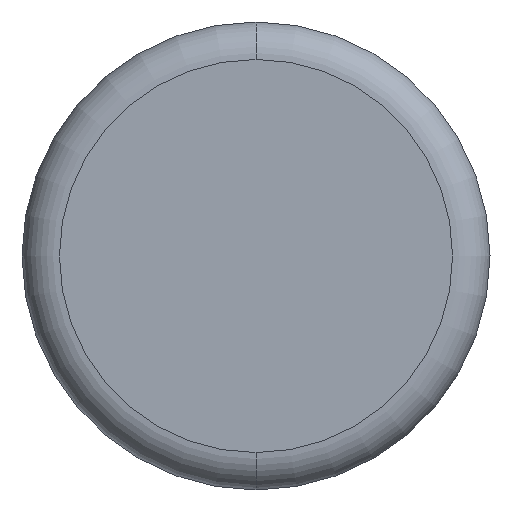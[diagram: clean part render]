
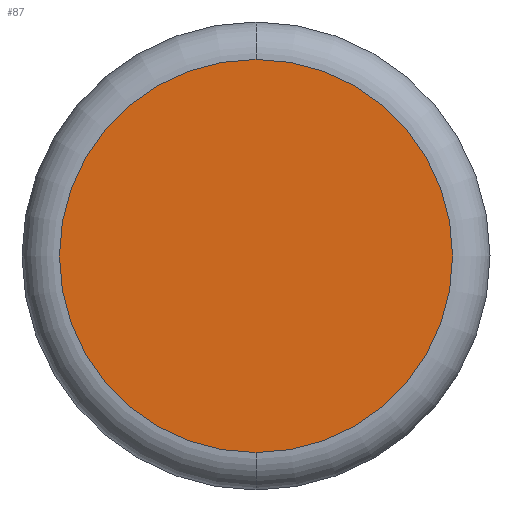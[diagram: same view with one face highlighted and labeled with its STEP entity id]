
A CAD part, front view. The second image highlights one B-rep face of the part: STEP entity #87.
In plain terms, the highlighted planar face has unit normal (0, -1, 0).
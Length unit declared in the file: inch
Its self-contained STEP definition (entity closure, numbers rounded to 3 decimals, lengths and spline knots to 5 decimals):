
#32 = ORIENTED_EDGE ( 'NONE', *, *, #395, .T. ) ;
#48 = FACE_OUTER_BOUND ( 'NONE', #239, .T. ) ;
#62 = CARTESIAN_POINT ( 'NONE',  ( 0., 0., 0. ) ) ;
#87 = ADVANCED_FACE ( 'NONE', ( #48 ), #214, .T. ) ;
#137 = DIRECTION ( 'NONE',  ( 0., -1., 0. ) ) ;
#179 = AXIS2_PLACEMENT_3D ( 'NONE', #62, #220, #229 ) ;
#198 = VERTEX_POINT ( 'NONE', #491 ) ;
#204 = ORIENTED_EDGE ( 'NONE', *, *, #392, .T. ) ;
#214 = PLANE ( 'NONE',  #448 ) ;
#220 = DIRECTION ( 'NONE',  ( 0., -1., 0. ) ) ;
#229 = DIRECTION ( 'NONE',  ( 0., 0., -1. ) ) ;
#239 = EDGE_LOOP ( 'NONE', ( #32, #204 ) ) ;
#253 = CIRCLE ( 'NONE', #340, 0.105 ) ;
#256 = DIRECTION ( 'NONE',  ( 0., -1., 0. ) ) ;
#259 = CARTESIAN_POINT ( 'NONE',  ( 0., 0., 0. ) ) ;
#325 = CIRCLE ( 'NONE', #179, 0.105 ) ;
#340 = AXIS2_PLACEMENT_3D ( 'NONE', #355, #137, #435 ) ;
#347 = CARTESIAN_POINT ( 'NONE',  ( 0., 0., -0.105 ) ) ;
#355 = CARTESIAN_POINT ( 'NONE',  ( 0., 0., 0. ) ) ;
#360 = VERTEX_POINT ( 'NONE', #347 ) ;
#392 = EDGE_CURVE ( 'NONE', #198, #360, #253, .T. ) ;
#395 = EDGE_CURVE ( 'NONE', #360, #198, #325, .T. ) ;
#424 = DIRECTION ( 'NONE',  ( 0., 0., -1. ) ) ;
#435 = DIRECTION ( 'NONE',  ( 0., 0., -1. ) ) ;
#448 = AXIS2_PLACEMENT_3D ( 'NONE', #259, #256, #424 ) ;
#491 = CARTESIAN_POINT ( 'NONE',  ( 0., 0., 0.105 ) ) ;
